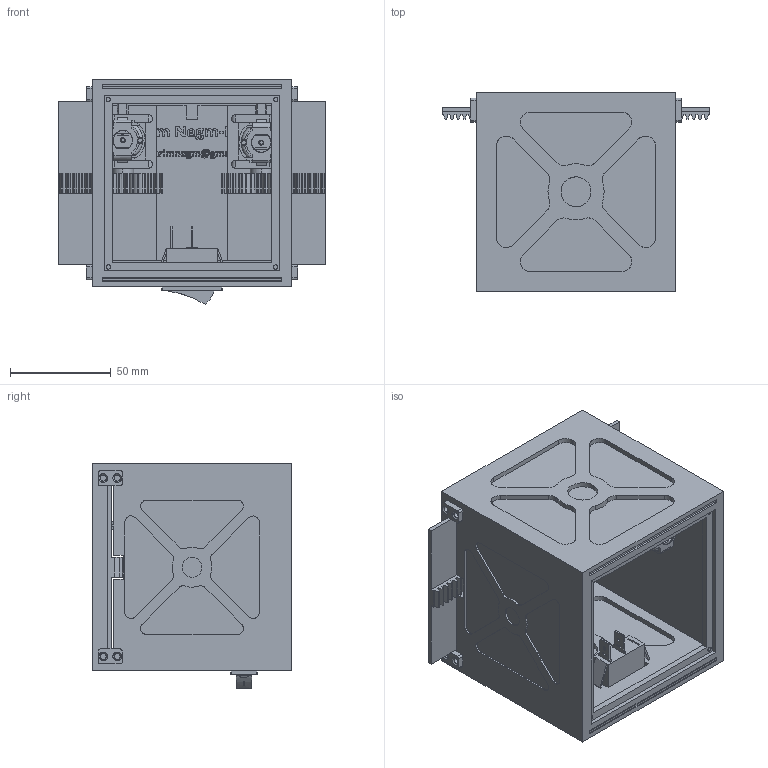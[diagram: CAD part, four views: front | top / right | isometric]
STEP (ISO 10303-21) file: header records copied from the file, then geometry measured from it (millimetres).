
FILE_DESCRIPTION(('FreeCAD Model'),'2;1');
FILE_NAME('Open CASCADE Shape Model','2025-04-26T20:52:31',('FreeCAD'),( 'FreeCAD'),'Open CASCADE STEP processor 7.6','FreeCAD','Unknown');
FILE_SCHEMA(('AUTOMOTIVE_DESIGN { 1 0 10303 214 1 1 1 1 }'));
Products named in the file (1): Open CASCADE STEP translator 7.6 1
Bounding box: 132.18 x 98.76 x 111.37 mm (x, y, z)
Volume: 257402.6 mm3; surface area: 208422.9 mm2
Topology: 37 solids, 37 shells, 2645 faces, 7239 edges, 4787 vertices
Faces by surface type: bspline 2645
Entity records: 106035 total; most frequent: CARTESIAN_POINT 63473, ORIENTED_EDGE 14466, EDGE_CURVE 7233, B_SPLINE_CURVE_WITH_KNOTS 5621, VERTEX_POINT 4784, FACE_BOUND 2959, EDGE_LOOP 2959, ADVANCED_FACE 2642
